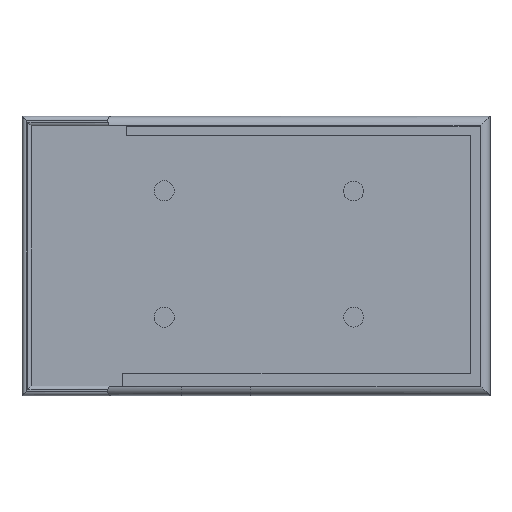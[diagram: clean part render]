
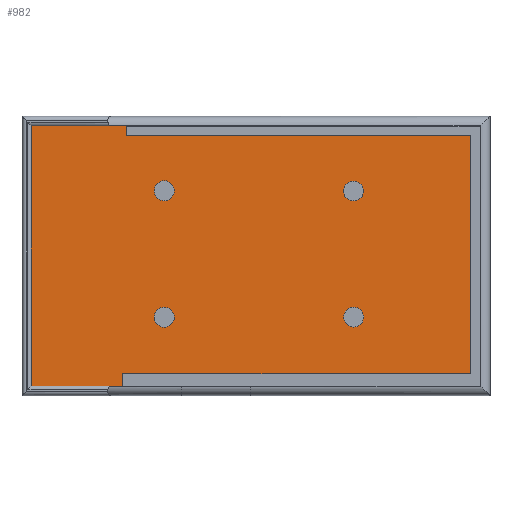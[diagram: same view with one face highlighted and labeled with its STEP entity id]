
A CAD part, top view. The second image highlights one B-rep face of the part: STEP entity #982.
In plain terms, the highlighted planar face has unit normal (0, 0, 1).
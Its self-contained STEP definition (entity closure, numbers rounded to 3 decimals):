
#24=FACE_BOUND('',#167,.T.);
#25=FACE_BOUND('',#168,.T.);
#26=FACE_BOUND('',#169,.T.);
#27=FACE_BOUND('',#170,.T.);
#55=PLANE('',#1069);
#103=FACE_OUTER_BOUND('',#166,.T.);
#166=EDGE_LOOP('',(#810,#811,#812,#813,#814,#815,#816,#817,#818,#819,#820,
#821,#822,#823,#824,#825,#826,#827));
#167=EDGE_LOOP('',(#828));
#168=EDGE_LOOP('',(#829));
#169=EDGE_LOOP('',(#830));
#170=EDGE_LOOP('',(#831));
#219=CIRCLE('',#1070,3.);
#220=CIRCLE('',#1071,3.);
#221=CIRCLE('',#1072,3.);
#222=CIRCLE('',#1073,3.);
#251=LINE('',#1579,#344);
#255=LINE('',#1586,#348);
#265=LINE('',#1620,#358);
#266=LINE('',#1622,#359);
#273=LINE('',#1675,#366);
#276=LINE('',#1682,#369);
#280=LINE('',#1689,#373);
#282=LINE('',#1694,#375);
#284=LINE('',#1697,#377);
#286=LINE('',#1701,#379);
#287=LINE('',#1703,#380);
#288=LINE('',#1705,#381);
#289=LINE('',#1707,#382);
#290=LINE('',#1709,#383);
#291=LINE('',#1710,#384);
#292=LINE('',#1712,#385);
#293=LINE('',#1714,#386);
#294=LINE('',#1715,#387);
#344=VECTOR('',#1171,10.);
#348=VECTOR('',#1175,10.);
#358=VECTOR('',#1199,10.);
#359=VECTOR('',#1202,10.);
#366=VECTOR('',#1269,10.);
#369=VECTOR('',#1274,10.);
#373=VECTOR('',#1278,10.);
#375=VECTOR('',#1282,10.);
#377=VECTOR('',#1286,10.);
#379=VECTOR('',#1292,10.);
#380=VECTOR('',#1293,10.);
#381=VECTOR('',#1294,10.);
#382=VECTOR('',#1295,10.);
#383=VECTOR('',#1296,10.);
#384=VECTOR('',#1297,10.);
#385=VECTOR('',#1298,10.);
#386=VECTOR('',#1299,10.);
#387=VECTOR('',#1300,10.);
#445=VERTEX_POINT('',#1499);
#452=VERTEX_POINT('',#1556);
#455=VERTEX_POINT('',#1576);
#456=VERTEX_POINT('',#1578);
#459=VERTEX_POINT('',#1584);
#466=VERTEX_POINT('',#1618);
#480=VERTEX_POINT('',#1669);
#482=VERTEX_POINT('',#1673);
#484=VERTEX_POINT('',#1679);
#485=VERTEX_POINT('',#1681);
#488=VERTEX_POINT('',#1687);
#490=VERTEX_POINT('',#1693);
#491=VERTEX_POINT('',#1702);
#492=VERTEX_POINT('',#1704);
#493=VERTEX_POINT('',#1706);
#494=VERTEX_POINT('',#1708);
#495=VERTEX_POINT('',#1711);
#496=VERTEX_POINT('',#1713);
#497=VERTEX_POINT('',#1716);
#498=VERTEX_POINT('',#1718);
#499=VERTEX_POINT('',#1720);
#500=VERTEX_POINT('',#1722);
#555=EDGE_CURVE('',#455,#456,#251,.T.);
#559=EDGE_CURVE('',#459,#452,#255,.T.);
#572=EDGE_CURVE('',#466,#455,#265,.T.);
#573=EDGE_CURVE('',#445,#466,#266,.T.);
#596=EDGE_CURVE('',#480,#482,#273,.T.);
#599=EDGE_CURVE('',#485,#484,#276,.T.);
#603=EDGE_CURVE('',#482,#488,#280,.T.);
#605=EDGE_CURVE('',#480,#490,#282,.T.);
#607=EDGE_CURVE('',#484,#490,#284,.T.);
#609=EDGE_CURVE('',#459,#485,#286,.T.);
#610=EDGE_CURVE('',#488,#491,#287,.T.);
#611=EDGE_CURVE('',#491,#492,#288,.T.);
#612=EDGE_CURVE('',#492,#493,#289,.T.);
#613=EDGE_CURVE('',#493,#494,#290,.T.);
#614=EDGE_CURVE('',#494,#456,#291,.T.);
#615=EDGE_CURVE('',#495,#445,#292,.T.);
#616=EDGE_CURVE('',#496,#495,#293,.T.);
#617=EDGE_CURVE('',#452,#496,#294,.T.);
#618=EDGE_CURVE('',#497,#497,#219,.T.);
#619=EDGE_CURVE('',#498,#498,#220,.T.);
#620=EDGE_CURVE('',#499,#499,#221,.T.);
#621=EDGE_CURVE('',#500,#500,#222,.T.);
#810=ORIENTED_EDGE('',*,*,#609,.T.);
#811=ORIENTED_EDGE('',*,*,#599,.T.);
#812=ORIENTED_EDGE('',*,*,#607,.T.);
#813=ORIENTED_EDGE('',*,*,#605,.F.);
#814=ORIENTED_EDGE('',*,*,#596,.T.);
#815=ORIENTED_EDGE('',*,*,#603,.T.);
#816=ORIENTED_EDGE('',*,*,#610,.T.);
#817=ORIENTED_EDGE('',*,*,#611,.T.);
#818=ORIENTED_EDGE('',*,*,#612,.T.);
#819=ORIENTED_EDGE('',*,*,#613,.T.);
#820=ORIENTED_EDGE('',*,*,#614,.T.);
#821=ORIENTED_EDGE('',*,*,#555,.F.);
#822=ORIENTED_EDGE('',*,*,#572,.F.);
#823=ORIENTED_EDGE('',*,*,#573,.F.);
#824=ORIENTED_EDGE('',*,*,#615,.F.);
#825=ORIENTED_EDGE('',*,*,#616,.F.);
#826=ORIENTED_EDGE('',*,*,#617,.F.);
#827=ORIENTED_EDGE('',*,*,#559,.F.);
#828=ORIENTED_EDGE('',*,*,#618,.T.);
#829=ORIENTED_EDGE('',*,*,#619,.T.);
#830=ORIENTED_EDGE('',*,*,#620,.T.);
#831=ORIENTED_EDGE('',*,*,#621,.T.);
#982=ADVANCED_FACE('',(#103,#24,#25,#26,#27),#55,.F.);
#1069=AXIS2_PLACEMENT_3D('',#1700,#1290,#1291);
#1070=AXIS2_PLACEMENT_3D('',#1717,#1301,#1302);
#1071=AXIS2_PLACEMENT_3D('',#1719,#1303,#1304);
#1072=AXIS2_PLACEMENT_3D('',#1721,#1305,#1306);
#1073=AXIS2_PLACEMENT_3D('',#1723,#1307,#1308);
#1171=DIRECTION('',(-1.,0.,0.));
#1175=DIRECTION('',(-1.,0.,0.));
#1199=DIRECTION('',(0.,-1.,0.));
#1202=DIRECTION('',(1.,0.,0.));
#1269=DIRECTION('',(0.,1.,0.));
#1274=DIRECTION('',(1.,0.,0.));
#1278=DIRECTION('',(1.,0.,0.));
#1282=DIRECTION('',(-1.,0.,0.));
#1286=DIRECTION('',(0.,-1.,0.));
#1290=DIRECTION('center_axis',(0.,0.,-1.));
#1291=DIRECTION('ref_axis',(-1.,0.,0.));
#1292=DIRECTION('',(0.,1.,0.));
#1293=DIRECTION('',(0.,1.,0.));
#1294=DIRECTION('',(-1.,0.,0.));
#1295=DIRECTION('',(0.,1.,0.));
#1296=DIRECTION('',(1.,0.,0.));
#1297=DIRECTION('',(0.,-1.,0.));
#1298=DIRECTION('',(1.,0.,0.));
#1299=DIRECTION('',(0.,1.,0.));
#1300=DIRECTION('',(-1.,0.,0.));
#1301=DIRECTION('center_axis',(0.,0.,-1.));
#1302=DIRECTION('ref_axis',(1.,0.,0.));
#1303=DIRECTION('center_axis',(0.,0.,-1.));
#1304=DIRECTION('ref_axis',(1.,0.,0.));
#1305=DIRECTION('center_axis',(0.,0.,-1.));
#1306=DIRECTION('ref_axis',(1.,0.,0.));
#1307=DIRECTION('center_axis',(0.,0.,-1.));
#1308=DIRECTION('ref_axis',(1.,0.,0.));
#1499=CARTESIAN_POINT('',(98.571,-58.065,1.5));
#1556=CARTESIAN_POINT('',(98.571,-136.715,1.5));
#1576=CARTESIAN_POINT('',(210.06,-136.715,1.5));
#1578=CARTESIAN_POINT('',(209.86,-136.715,1.5));
#1579=CARTESIAN_POINT('',(176.155,-136.715,1.5));
#1584=CARTESIAN_POINT('',(102.,-136.715,1.5));
#1586=CARTESIAN_POINT('',(176.155,-136.715,1.5));
#1618=CARTESIAN_POINT('',(210.06,-58.065,1.5));
#1620=CARTESIAN_POINT('',(210.06,-77.728,1.5));
#1622=CARTESIAN_POINT('',(108.345,-58.065,1.5));
#1669=CARTESIAN_POINT('',(140.26,-139.5,1.5));
#1673=CARTESIAN_POINT('',(140.26,-133.,1.5));
#1675=CARTESIAN_POINT('',(140.26,-116.953,1.5));
#1679=CARTESIAN_POINT('',(120.3,-133.,1.5));
#1681=CARTESIAN_POINT('',(102.,-133.,1.5));
#1682=CARTESIAN_POINT('',(174.625,-133.,1.5));
#1687=CARTESIAN_POINT('',(207.,-133.,1.5));
#1689=CARTESIAN_POINT('',(174.625,-133.,1.5));
#1693=CARTESIAN_POINT('',(120.3,-139.5,1.5));
#1694=CARTESIAN_POINT('',(129.7,-139.5,1.5));
#1697=CARTESIAN_POINT('',(120.3,-116.953,1.5));
#1700=CARTESIAN_POINT('Origin',(142.25,-97.39,1.5));
#1701=CARTESIAN_POINT('',(102.,-116.953,1.5));
#1702=CARTESIAN_POINT('',(207.,-61.,1.5));
#1703=CARTESIAN_POINT('',(207.,-79.195,1.5));
#1704=CARTESIAN_POINT('',(103.056,-61.,1.5));
#1705=CARTESIAN_POINT('',(122.653,-61.,1.5));
#1706=CARTESIAN_POINT('',(103.056,-58.265,1.5));
#1707=CARTESIAN_POINT('',(103.056,-77.828,1.5));
#1708=CARTESIAN_POINT('',(209.86,-58.265,1.5));
#1709=CARTESIAN_POINT('',(176.055,-58.265,1.5));
#1710=CARTESIAN_POINT('',(209.86,-116.953,1.5));
#1711=CARTESIAN_POINT('',(74.44,-58.065,1.5));
#1712=CARTESIAN_POINT('',(108.345,-58.065,1.5));
#1713=CARTESIAN_POINT('',(74.44,-136.715,1.5));
#1714=CARTESIAN_POINT('',(74.44,-117.053,1.5));
#1715=CARTESIAN_POINT('',(176.155,-136.715,1.5));
#1716=CARTESIAN_POINT('',(111.57,-115.875,1.5));
#1717=CARTESIAN_POINT('Origin',(114.57,-115.875,1.5));
#1718=CARTESIAN_POINT('',(168.71,-115.835,1.5));
#1719=CARTESIAN_POINT('Origin',(171.71,-115.835,1.5));
#1720=CARTESIAN_POINT('',(111.58,-77.715,1.5));
#1721=CARTESIAN_POINT('Origin',(114.58,-77.715,1.5));
#1722=CARTESIAN_POINT('',(168.69,-77.785,1.5));
#1723=CARTESIAN_POINT('Origin',(171.69,-77.785,1.5));
